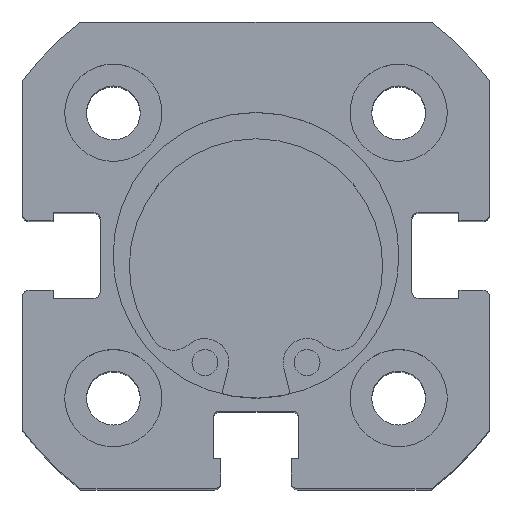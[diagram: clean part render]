
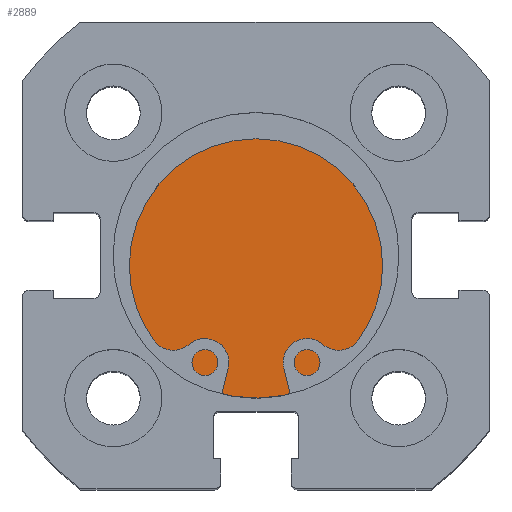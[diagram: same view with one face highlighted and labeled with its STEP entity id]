
A CAD part, top view. The second image highlights one B-rep face of the part: STEP entity #2889.
In plain terms, the highlighted face is planar.
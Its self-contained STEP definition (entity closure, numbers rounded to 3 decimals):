
#119 = DIRECTION ( 'NONE',  ( 0., 0., 1. ) ) ;
#123 = DIRECTION ( 'NONE',  ( -1., 0., 0. ) ) ;
#169 = CARTESIAN_POINT ( 'NONE',  ( 6., 0., 0. ) ) ;
#287 = DIRECTION ( 'NONE',  ( 0., 0., 1. ) ) ;
#288 = DIRECTION ( 'NONE',  ( -1., 0., 0. ) ) ;
#289 = CARTESIAN_POINT ( 'NONE',  ( 6., 0., 0. ) ) ;
#712 = FACE_OUTER_BOUND ( 'NONE', #2227, .T. ) ;
#1146 = AXIS2_PLACEMENT_3D ( 'NONE', #169, #123, #119 ) ;
#1167 = AXIS2_PLACEMENT_3D ( 'NONE', #289, #288, #287 ) ;
#1431 = EDGE_CURVE ( 'NONE', #1870, #1794, #3313, .T. ) ;
#1456 = EDGE_CURVE ( 'NONE', #1794, #1870, #3347, .T. ) ;
#1794 = VERTEX_POINT ( 'NONE', #4926 ) ;
#1870 = VERTEX_POINT ( 'NONE', #4959 ) ;
#2083 = AXIS2_PLACEMENT_3D ( 'NONE', #5544, #5547, #5548 ) ;
#2227 = EDGE_LOOP ( 'NONE', ( #2447, #2272 ) ) ;
#2272 = ORIENTED_EDGE ( 'NONE', *, *, #1456, .F. ) ;
#2447 = ORIENTED_EDGE ( 'NONE', *, *, #1431, .F. ) ;
#2889 = ADVANCED_FACE ( 'NONE', ( #712 ), #5545, .F. ) ;
#3313 = CIRCLE ( 'NONE', #1167, 11. ) ;
#3347 = CIRCLE ( 'NONE', #1146, 11. ) ;
#4926 = CARTESIAN_POINT ( 'NONE',  ( 6., 0., -11. ) ) ;
#4959 = CARTESIAN_POINT ( 'NONE',  ( 6., 0., 11. ) ) ;
#5544 = CARTESIAN_POINT ( 'NONE',  ( 6., 11., 0. ) ) ;
#5545 = PLANE ( 'NONE',  #2083 ) ;
#5547 = DIRECTION ( 'NONE',  ( -1., 0., 0. ) ) ;
#5548 = DIRECTION ( 'NONE',  ( 0., 0., 1. ) ) ;
